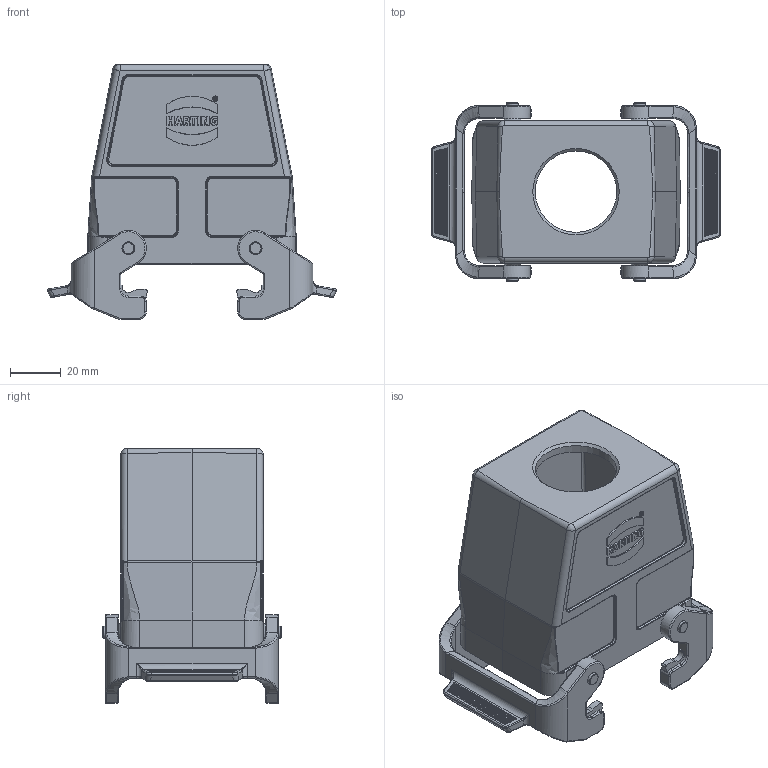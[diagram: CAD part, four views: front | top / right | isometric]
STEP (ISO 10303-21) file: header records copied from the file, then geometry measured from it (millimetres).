
FILE_DESCRIPTION(/* description */ (''),/* implementation_level */ '2;1');
FILE_NAME(/* name */ '100619321ugm000_c.stp',/* time_stamp */ '2017-10-27T14:22:01+02:00',/* author */ (''),/* organization */ (''),/* preprocessor_version */ 'ST-DEVELOPER v16',/* originating_system */ 'SIEMENS PLM Software NX 10.0',/* authorisation */ '');
FILE_SCHEMA (('AUTOMOTIVE_DESIGN { 1 0 10303 214 3 1 1 1 }'));
Length unit declared in the file: millimetre
Products named in the file (1): 100619321ugm000_c
Bounding box: 113.8 x 70.2 x 100.3 mm (x, y, z)
Volume: 96757.1 mm3; surface area: 58385.9 mm2
Topology: 3 solids, 3 shells, 1031 faces, 2891 edges, 2246 vertices
Faces by surface type: plane 437, cylinder 293, bspline 232, cone 41, extrusion 12, torus 12, sphere 4
Full cylindrical faces by diameter (mm): 3 x8, 5.1 x4, 32 x1
Entity records: 42133 total; most frequent: CARTESIAN_POINT 13375, ORIENTED_EDGE 4892, DIRECTION 4478, EDGE_CURVE 2446, AXIS2_PLACEMENT_3D 1530, VERTEX_POINT 1521, VECTOR 1418, LINE 1406
